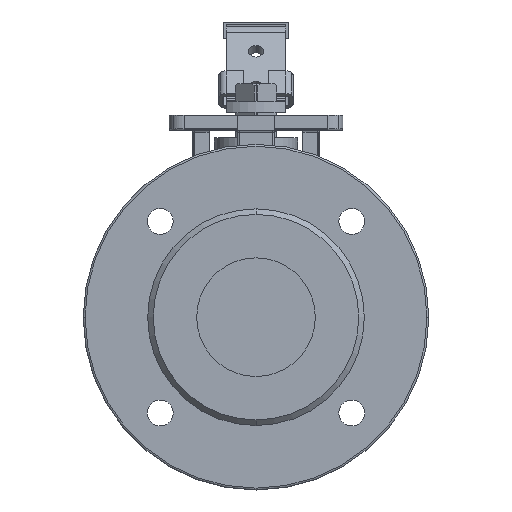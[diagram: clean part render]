
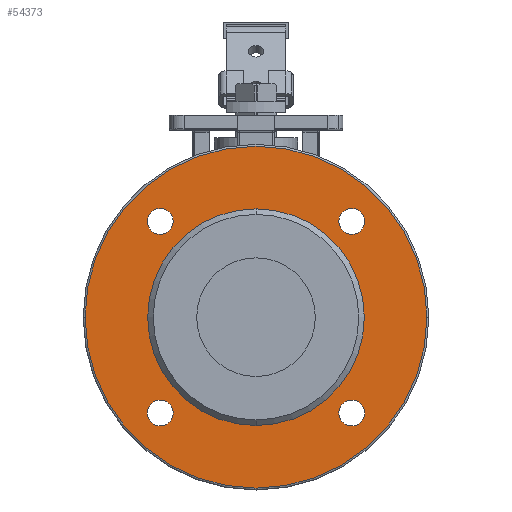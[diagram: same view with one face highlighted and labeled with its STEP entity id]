
A CAD part, left-side view. The second image highlights one B-rep face of the part: STEP entity #54373.
In plain terms, the highlighted planar face has unit normal (-1, 0, 0).
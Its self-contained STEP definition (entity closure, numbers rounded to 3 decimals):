
#9322=CARTESIAN_POINT('',(-52.,0.,58.));
#9323=VERTEX_POINT('',#9322);
#9339=CARTESIAN_POINT('',(-52.,-0.,-58.));
#9340=VERTEX_POINT('',#9339);
#9347=CARTESIAN_POINT('',(-52.,0.,0.));
#9348=DIRECTION('',(1.,0.,-0.));
#9349=DIRECTION('',(0.,0.,1.));
#9350=AXIS2_PLACEMENT_3D('',#9347,#9348,#9349);
#9351=CIRCLE('',#9350,58.);
#9352=EDGE_CURVE('',#9323,#9340,#9351,.T.);
#9406=CARTESIAN_POINT('',(-52.,-44.348,51.265));
#9407=VERTEX_POINT('',#9406);
#9423=CARTESIAN_POINT('',(-52.,-58.183,51.265));
#9424=VERTEX_POINT('',#9423);
#9431=CARTESIAN_POINT('',(-52.,-51.265,51.265));
#9432=DIRECTION('',(1.,-0.,-0.));
#9433=DIRECTION('',(0.,1.,-0.));
#9434=AXIS2_PLACEMENT_3D('',#9431,#9432,#9433);
#9435=CIRCLE('',#9434,6.918);
#9436=EDGE_CURVE('',#9407,#9424,#9435,.T.);
#9490=CARTESIAN_POINT('',(-52.,58.183,51.265));
#9491=VERTEX_POINT('',#9490);
#9507=CARTESIAN_POINT('',(-52.,44.348,51.265));
#9508=VERTEX_POINT('',#9507);
#9515=CARTESIAN_POINT('',(-52.,51.265,51.265));
#9516=DIRECTION('',(1.,-0.,-0.));
#9517=DIRECTION('',(0.,1.,-0.));
#9518=AXIS2_PLACEMENT_3D('',#9515,#9516,#9517);
#9519=CIRCLE('',#9518,6.918);
#9520=EDGE_CURVE('',#9491,#9508,#9519,.T.);
#9574=CARTESIAN_POINT('',(-52.,58.183,-51.265));
#9575=VERTEX_POINT('',#9574);
#9591=CARTESIAN_POINT('',(-52.,44.348,-51.265));
#9592=VERTEX_POINT('',#9591);
#9599=CARTESIAN_POINT('',(-52.,51.265,-51.265));
#9600=DIRECTION('',(1.,-0.,-0.));
#9601=DIRECTION('',(0.,1.,-0.));
#9602=AXIS2_PLACEMENT_3D('',#9599,#9600,#9601);
#9603=CIRCLE('',#9602,6.918);
#9604=EDGE_CURVE('',#9575,#9592,#9603,.T.);
#9658=CARTESIAN_POINT('',(-52.,-44.348,-51.265));
#9659=VERTEX_POINT('',#9658);
#9675=CARTESIAN_POINT('',(-52.,-58.183,-51.265));
#9676=VERTEX_POINT('',#9675);
#9683=CARTESIAN_POINT('',(-52.,-51.265,-51.265));
#9684=DIRECTION('',(1.,-0.,-0.));
#9685=DIRECTION('',(0.,1.,-0.));
#9686=AXIS2_PLACEMENT_3D('',#9683,#9684,#9685);
#9687=CIRCLE('',#9686,6.918);
#9688=EDGE_CURVE('',#9659,#9676,#9687,.T.);
#10791=CARTESIAN_POINT('',(-52.,91.5,-0.));
#10792=VERTEX_POINT('',#10791);
#10802=CARTESIAN_POINT('',(-52.,-91.5,0.));
#10803=VERTEX_POINT('',#10802);
#10804=CARTESIAN_POINT('',(-52.,0.,0.));
#10805=DIRECTION('',(1.,0.,0.));
#10806=DIRECTION('',(0.,1.,-0.));
#10807=AXIS2_PLACEMENT_3D('',#10804,#10805,#10806);
#10808=CIRCLE('',#10807,91.5);
#10809=EDGE_CURVE('',#10792,#10803,#10808,.T.);
#54284=CARTESIAN_POINT('',(-52.,0.,0.));
#54285=DIRECTION('',(1.,0.,0.));
#54286=DIRECTION('',(0.,1.,-0.));
#54287=AXIS2_PLACEMENT_3D('',#54284,#54285,#54286);
#54288=CIRCLE('',#54287,91.5);
#54289=EDGE_CURVE('',#10803,#10792,#54288,.T.);
#54314=CARTESIAN_POINT('',(-52.,0.,75.25));
#54315=DIRECTION('',(-1.,0.,0.));
#54316=DIRECTION('',(0.,-1.,0.));
#54317=AXIS2_PLACEMENT_3D('',#54314,#54315,#54316);
#54318=PLANE('',#54317);
#54319=ORIENTED_EDGE('',*,*,#54289,.F.);
#54320=ORIENTED_EDGE('',*,*,#10809,.F.);
#54321=EDGE_LOOP('',(#54319,#54320));
#54322=FACE_BOUND('',#54321,.T.);
#54323=CARTESIAN_POINT('',(-52.,0.,0.));
#54324=DIRECTION('',(1.,0.,-0.));
#54325=DIRECTION('',(0.,0.,1.));
#54326=AXIS2_PLACEMENT_3D('',#54323,#54324,#54325);
#54327=CIRCLE('',#54326,58.);
#54328=EDGE_CURVE('',#9340,#9323,#54327,.T.);
#54329=ORIENTED_EDGE('',*,*,#54328,.T.);
#54330=ORIENTED_EDGE('',*,*,#9352,.T.);
#54331=EDGE_LOOP('',(#54329,#54330));
#54332=FACE_BOUND('',#54331,.T.);
#54333=CARTESIAN_POINT('',(-52.,-51.265,51.265));
#54334=DIRECTION('',(1.,-0.,-0.));
#54335=DIRECTION('',(0.,1.,-0.));
#54336=AXIS2_PLACEMENT_3D('',#54333,#54334,#54335);
#54337=CIRCLE('',#54336,6.918);
#54338=EDGE_CURVE('',#9424,#9407,#54337,.T.);
#54339=ORIENTED_EDGE('',*,*,#54338,.T.);
#54340=ORIENTED_EDGE('',*,*,#9436,.T.);
#54341=EDGE_LOOP('',(#54339,#54340));
#54342=FACE_BOUND('',#54341,.T.);
#54343=CARTESIAN_POINT('',(-52.,51.265,51.265));
#54344=DIRECTION('',(1.,-0.,-0.));
#54345=DIRECTION('',(0.,1.,-0.));
#54346=AXIS2_PLACEMENT_3D('',#54343,#54344,#54345);
#54347=CIRCLE('',#54346,6.918);
#54348=EDGE_CURVE('',#9508,#9491,#54347,.T.);
#54349=ORIENTED_EDGE('',*,*,#54348,.T.);
#54350=ORIENTED_EDGE('',*,*,#9520,.T.);
#54351=EDGE_LOOP('',(#54349,#54350));
#54352=FACE_BOUND('',#54351,.T.);
#54353=CARTESIAN_POINT('',(-52.,51.265,-51.265));
#54354=DIRECTION('',(1.,-0.,-0.));
#54355=DIRECTION('',(0.,1.,-0.));
#54356=AXIS2_PLACEMENT_3D('',#54353,#54354,#54355);
#54357=CIRCLE('',#54356,6.918);
#54358=EDGE_CURVE('',#9592,#9575,#54357,.T.);
#54359=ORIENTED_EDGE('',*,*,#54358,.T.);
#54360=ORIENTED_EDGE('',*,*,#9604,.T.);
#54361=EDGE_LOOP('',(#54359,#54360));
#54362=FACE_BOUND('',#54361,.T.);
#54363=CARTESIAN_POINT('',(-52.,-51.265,-51.265));
#54364=DIRECTION('',(1.,-0.,-0.));
#54365=DIRECTION('',(0.,1.,-0.));
#54366=AXIS2_PLACEMENT_3D('',#54363,#54364,#54365);
#54367=CIRCLE('',#54366,6.918);
#54368=EDGE_CURVE('',#9676,#9659,#54367,.T.);
#54369=ORIENTED_EDGE('',*,*,#54368,.T.);
#54370=ORIENTED_EDGE('',*,*,#9688,.T.);
#54371=EDGE_LOOP('',(#54369,#54370));
#54372=FACE_BOUND('',#54371,.T.);
#54373=ADVANCED_FACE('',(#54322,#54332,#54342,#54352,#54362,#54372),#54318,.T.);
